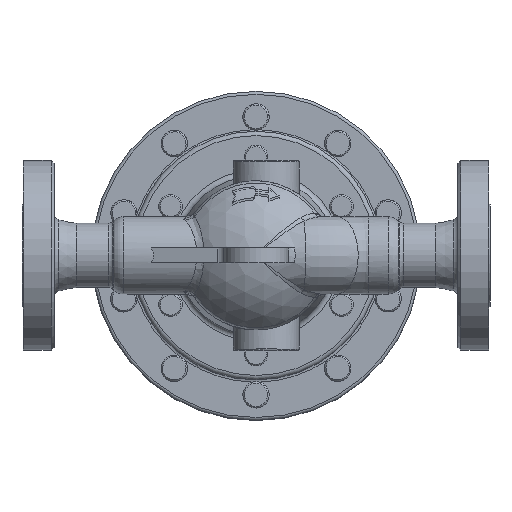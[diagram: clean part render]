
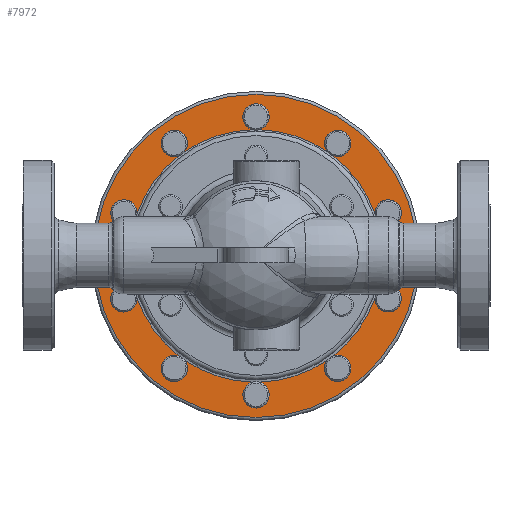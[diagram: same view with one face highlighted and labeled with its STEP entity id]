
A CAD part, top view. The second image highlights one B-rep face of the part: STEP entity #7972.
In plain terms, the highlighted planar face has unit normal (0, 0, 1).
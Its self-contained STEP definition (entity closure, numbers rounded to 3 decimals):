
#4339=CARTESIAN_POINT('',(-48.88,-71.15,-131.5));
#4340=VERTEX_POINT('',#4339);
#4341=CARTESIAN_POINT('',(-52.562,-68.475,-131.5));
#4342=VERTEX_POINT('',#4341);
#4343=CARTESIAN_POINT('',(-55.84,-76.857,-131.5));
#4344=DIRECTION('',(0.0,0.0,-1.0));
#4345=DIRECTION('',(-0.809,0.588,0.0));
#4346=AXIS2_PLACEMENT_3D('',#4343,#4344,#4345);
#4347=CIRCLE('',#4346,9.);
#4348=EDGE_CURVE('',#4340,#4342,#4347,.T.);
#4466=CARTESIAN_POINT('',(-81.366,-28.83,-131.5));
#4467=VERTEX_POINT('',#4466);
#4468=CARTESIAN_POINT('',(-82.772,-24.502,-131.5));
#4469=VERTEX_POINT('',#4468);
#4470=CARTESIAN_POINT('',(-90.35,-29.357,-131.5));
#4471=DIRECTION('',(0.0,0.0,-1.0));
#4472=DIRECTION('',(-0.309,0.951,0.0));
#4473=AXIS2_PLACEMENT_3D('',#4470,#4471,#4472);
#4474=CIRCLE('',#4473,9.);
#4475=EDGE_CURVE('',#4467,#4469,#4474,.T.);
#4593=CARTESIAN_POINT('',(-82.772,24.502,-131.5));
#4594=VERTEX_POINT('',#4593);
#4595=CARTESIAN_POINT('',(-81.366,28.83,-131.5));
#4596=VERTEX_POINT('',#4595);
#4597=CARTESIAN_POINT('',(-90.35,29.357,-131.5));
#4598=DIRECTION('',(0.0,0.0,-1.0));
#4599=DIRECTION('',(0.309,0.951,0.0));
#4600=AXIS2_PLACEMENT_3D('',#4597,#4598,#4599);
#4601=CIRCLE('',#4600,9.);
#4602=EDGE_CURVE('',#4594,#4596,#4601,.T.);
#4722=CARTESIAN_POINT('',(-52.562,68.475,-131.5));
#4723=VERTEX_POINT('',#4722);
#4724=CARTESIAN_POINT('',(-48.88,71.15,-131.5));
#4725=VERTEX_POINT('',#4724);
#4726=CARTESIAN_POINT('',(-55.84,76.857,-131.5));
#4727=DIRECTION('',(0.0,0.0,-1.0));
#4728=DIRECTION('',(0.809,0.588,0.0));
#4729=AXIS2_PLACEMENT_3D('',#4726,#4727,#4728);
#4730=CIRCLE('',#4729,9.);
#4731=EDGE_CURVE('',#4723,#4725,#4730,.T.);
#4849=CARTESIAN_POINT('',(-2.276,86.292,-131.5));
#4850=VERTEX_POINT('',#4849);
#4851=CARTESIAN_POINT('',(2.276,86.292,-131.5));
#4852=VERTEX_POINT('',#4851);
#4853=CARTESIAN_POINT('',(0.,95.0,-131.5));
#4854=DIRECTION('',(0.0,0.0,-1.0));
#4855=DIRECTION('',(1.0,0.0,0.0));
#4856=AXIS2_PLACEMENT_3D('',#4853,#4854,#4855);
#4857=CIRCLE('',#4856,9.);
#4858=EDGE_CURVE('',#4850,#4852,#4857,.T.);
#4978=CARTESIAN_POINT('',(48.88,71.15,-131.5));
#4979=VERTEX_POINT('',#4978);
#4980=CARTESIAN_POINT('',(52.562,68.475,-131.5));
#4981=VERTEX_POINT('',#4980);
#4982=CARTESIAN_POINT('',(55.84,76.857,-131.5));
#4983=DIRECTION('',(0.0,0.0,-1.0));
#4984=DIRECTION('',(0.809,-0.588,0.0));
#4985=AXIS2_PLACEMENT_3D('',#4982,#4983,#4984);
#4986=CIRCLE('',#4985,9.);
#4987=EDGE_CURVE('',#4979,#4981,#4986,.T.);
#5105=CARTESIAN_POINT('',(81.366,28.83,-131.5));
#5106=VERTEX_POINT('',#5105);
#5107=CARTESIAN_POINT('',(82.772,24.502,-131.5));
#5108=VERTEX_POINT('',#5107);
#5109=CARTESIAN_POINT('',(90.35,29.357,-131.5));
#5110=DIRECTION('',(0.0,0.0,-1.0));
#5111=DIRECTION('',(0.309,-0.951,0.0));
#5112=AXIS2_PLACEMENT_3D('',#5109,#5110,#5111);
#5113=CIRCLE('',#5112,9.);
#5114=EDGE_CURVE('',#5106,#5108,#5113,.T.);
#5232=CARTESIAN_POINT('',(82.772,-24.502,-131.5));
#5233=VERTEX_POINT('',#5232);
#5234=CARTESIAN_POINT('',(81.366,-28.83,-131.5));
#5235=VERTEX_POINT('',#5234);
#5236=CARTESIAN_POINT('',(90.35,-29.357,-131.5));
#5237=DIRECTION('',(0.0,0.0,-1.0));
#5238=DIRECTION('',(-0.309,-0.951,0.0));
#5239=AXIS2_PLACEMENT_3D('',#5236,#5237,#5238);
#5240=CIRCLE('',#5239,9.);
#5241=EDGE_CURVE('',#5233,#5235,#5240,.T.);
#5361=CARTESIAN_POINT('',(52.562,-68.475,-131.5));
#5362=VERTEX_POINT('',#5361);
#5363=CARTESIAN_POINT('',(48.88,-71.15,-131.5));
#5364=VERTEX_POINT('',#5363);
#5365=CARTESIAN_POINT('',(55.84,-76.857,-131.5));
#5366=DIRECTION('',(0.0,0.0,-1.0));
#5367=DIRECTION('',(-0.809,-0.588,0.0));
#5368=AXIS2_PLACEMENT_3D('',#5365,#5366,#5367);
#5369=CIRCLE('',#5368,9.);
#5370=EDGE_CURVE('',#5362,#5364,#5369,.T.);
#7494=CARTESIAN_POINT('',(-2.276,-86.292,-131.5));
#7495=VERTEX_POINT('',#7494);
#7496=CARTESIAN_POINT('',(0.0,0.0,-131.5));
#7497=DIRECTION('',(0.0,0.0,1.0));
#7498=DIRECTION('',(-1.0,0.0,0.0));
#7499=AXIS2_PLACEMENT_3D('',#7496,#7497,#7498);
#7500=CIRCLE('',#7499,86.322);
#7501=EDGE_CURVE('',#4340,#7495,#7500,.T.);
#7503=CARTESIAN_POINT('',(2.276,-86.292,-131.5));
#7504=VERTEX_POINT('',#7503);
#7516=CARTESIAN_POINT('',(0.0,0.0,-131.5));
#7517=DIRECTION('',(0.0,0.0,1.0));
#7518=DIRECTION('',(-1.0,0.0,0.0));
#7519=AXIS2_PLACEMENT_3D('',#7516,#7517,#7518);
#7520=CIRCLE('',#7519,86.322);
#7521=EDGE_CURVE('',#7504,#5364,#7520,.T.);
#7524=CARTESIAN_POINT('',(0.0,0.0,-131.5));
#7525=DIRECTION('',(0.0,0.0,1.0));
#7526=DIRECTION('',(-1.0,0.0,0.0));
#7527=AXIS2_PLACEMENT_3D('',#7524,#7525,#7526);
#7528=CIRCLE('',#7527,86.322);
#7529=EDGE_CURVE('',#5362,#5235,#7528,.T.);
#7532=CARTESIAN_POINT('',(0.0,0.0,-131.5));
#7533=DIRECTION('',(0.0,0.0,1.0));
#7534=DIRECTION('',(-1.0,0.0,0.0));
#7535=AXIS2_PLACEMENT_3D('',#7532,#7533,#7534);
#7536=CIRCLE('',#7535,86.322);
#7537=EDGE_CURVE('',#5233,#5108,#7536,.T.);
#7540=CARTESIAN_POINT('',(0.0,0.0,-131.5));
#7541=DIRECTION('',(0.0,0.0,1.0));
#7542=DIRECTION('',(-1.0,0.0,0.0));
#7543=AXIS2_PLACEMENT_3D('',#7540,#7541,#7542);
#7544=CIRCLE('',#7543,86.322);
#7545=EDGE_CURVE('',#5106,#4981,#7544,.T.);
#7548=CARTESIAN_POINT('',(0.0,0.0,-131.5));
#7549=DIRECTION('',(0.0,0.0,1.0));
#7550=DIRECTION('',(-1.0,0.0,0.0));
#7551=AXIS2_PLACEMENT_3D('',#7548,#7549,#7550);
#7552=CIRCLE('',#7551,86.322);
#7553=EDGE_CURVE('',#4979,#4852,#7552,.T.);
#7556=CARTESIAN_POINT('',(0.0,0.0,-131.5));
#7557=DIRECTION('',(0.0,0.0,1.0));
#7558=DIRECTION('',(-1.0,0.0,0.0));
#7559=AXIS2_PLACEMENT_3D('',#7556,#7557,#7558);
#7560=CIRCLE('',#7559,86.322);
#7561=EDGE_CURVE('',#4850,#4725,#7560,.T.);
#7564=CARTESIAN_POINT('',(0.0,0.0,-131.5));
#7565=DIRECTION('',(0.0,0.0,1.0));
#7566=DIRECTION('',(-1.0,0.0,0.0));
#7567=AXIS2_PLACEMENT_3D('',#7564,#7565,#7566);
#7568=CIRCLE('',#7567,86.322);
#7569=EDGE_CURVE('',#4723,#4596,#7568,.T.);
#7572=CARTESIAN_POINT('',(0.0,0.0,-131.5));
#7573=DIRECTION('',(0.0,0.0,1.0));
#7574=DIRECTION('',(-1.0,0.0,0.0));
#7575=AXIS2_PLACEMENT_3D('',#7572,#7573,#7574);
#7576=CIRCLE('',#7575,86.322);
#7577=EDGE_CURVE('',#4594,#4469,#7576,.T.);
#7580=CARTESIAN_POINT('',(0.0,0.0,-131.5));
#7581=DIRECTION('',(0.0,0.0,1.0));
#7582=DIRECTION('',(-1.0,0.0,0.0));
#7583=AXIS2_PLACEMENT_3D('',#7580,#7581,#7582);
#7584=CIRCLE('',#7583,86.322);
#7585=EDGE_CURVE('',#4467,#4342,#7584,.T.);
#7681=CARTESIAN_POINT('',(0.0,-95.0,-131.5));
#7682=DIRECTION('',(0.0,0.0,-1.0));
#7683=DIRECTION('',(-1.0,0.0,0.0));
#7684=AXIS2_PLACEMENT_3D('',#7681,#7682,#7683);
#7685=CIRCLE('',#7684,9.);
#7686=EDGE_CURVE('',#7504,#7495,#7685,.T.);
#7934=CARTESIAN_POINT('',(0.0,0.0,-131.5));
#7935=DIRECTION('',(0.0,0.0,-1.0));
#7936=DIRECTION('',(-1.0,0.0,0.0));
#7937=AXIS2_PLACEMENT_3D('',#7934,#7935,#7936);
#7938=PLANE('',#7937);
#7939=CARTESIAN_POINT('',(110.5,0.,-131.5));
#7940=VERTEX_POINT('',#7939);
#7941=CARTESIAN_POINT('',(0.0,0.0,-131.5));
#7942=DIRECTION('',(0.0,0.0,-1.0));
#7943=DIRECTION('',(-1.0,0.0,0.0));
#7944=AXIS2_PLACEMENT_3D('',#7941,#7942,#7943);
#7945=CIRCLE('',#7944,110.5);
#7946=EDGE_CURVE('',#7940,#7940,#7945,.T.);
#7947=ORIENTED_EDGE('',*,*,#7946,.F.);
#7948=EDGE_LOOP('',(#7947));
#7949=FACE_OUTER_BOUND('',#7948,.T.);
#7950=ORIENTED_EDGE('',*,*,#4348,.T.);
#7951=ORIENTED_EDGE('',*,*,#7585,.F.);
#7952=ORIENTED_EDGE('',*,*,#4475,.T.);
#7953=ORIENTED_EDGE('',*,*,#7577,.F.);
#7954=ORIENTED_EDGE('',*,*,#4602,.T.);
#7955=ORIENTED_EDGE('',*,*,#7569,.F.);
#7956=ORIENTED_EDGE('',*,*,#4731,.T.);
#7957=ORIENTED_EDGE('',*,*,#7561,.F.);
#7958=ORIENTED_EDGE('',*,*,#4858,.T.);
#7959=ORIENTED_EDGE('',*,*,#7553,.F.);
#7960=ORIENTED_EDGE('',*,*,#4987,.T.);
#7961=ORIENTED_EDGE('',*,*,#7545,.F.);
#7962=ORIENTED_EDGE('',*,*,#5114,.T.);
#7963=ORIENTED_EDGE('',*,*,#7537,.F.);
#7964=ORIENTED_EDGE('',*,*,#5241,.T.);
#7965=ORIENTED_EDGE('',*,*,#7529,.F.);
#7966=ORIENTED_EDGE('',*,*,#5370,.T.);
#7967=ORIENTED_EDGE('',*,*,#7521,.F.);
#7968=ORIENTED_EDGE('',*,*,#7686,.T.);
#7969=ORIENTED_EDGE('',*,*,#7501,.F.);
#7970=EDGE_LOOP('',(#7950,#7951,#7952,#7953,#7954,#7955,#7956,#7957,#7958,#7959,#7960,#7961,#7962,#7963,#7964,#7965,#7966,#7967,#7968,#7969));
#7971=FACE_BOUND('',#7970,.T.);
#7972=ADVANCED_FACE('',(#7949,#7971),#7938,.F.);
